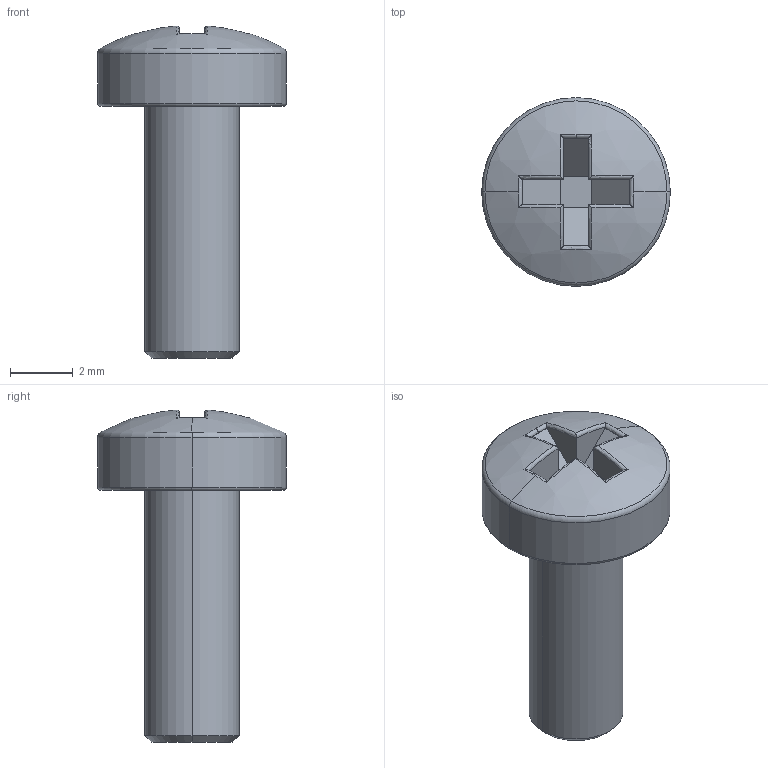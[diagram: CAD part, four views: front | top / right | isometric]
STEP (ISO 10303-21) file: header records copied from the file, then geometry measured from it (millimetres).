
FILE_DESCRIPTION (( 'STEP AP214' ), '1' );
FILE_NAME ('User Library-M3x8(+).STEP', '2011-01-25T16:16:31', ( 'SysAdmin' ), ( 'SolidWorks' ), 'SwSTEP 2.0', 'SolidWorks 2011', '' );
FILE_SCHEMA (( 'AUTOMOTIVE_DESIGN' ));
Length unit declared in the file: millimetre
Products named in the file (1): User Library-M3x8(+)
Bounding box: 6 x 6 x 10.56 mm (x, y, z)
Volume: 113.8 mm3; surface area: 176.3 mm2
Topology: 1 solids, 1 shells, 44 faces, 111 edges, 70 vertices
Faces by surface type: plane 19, torus 17, cylinder 4, cone 2, sphere 2
Entity records: 1439 total; most frequent: CARTESIAN_POINT 310, DIRECTION 230, ORIENTED_EDGE 222, EDGE_CURVE 111, AXIS2_PLACEMENT_3D 94, VERTEX_POINT 70, CIRCLE 49, EDGE_LOOP 45
